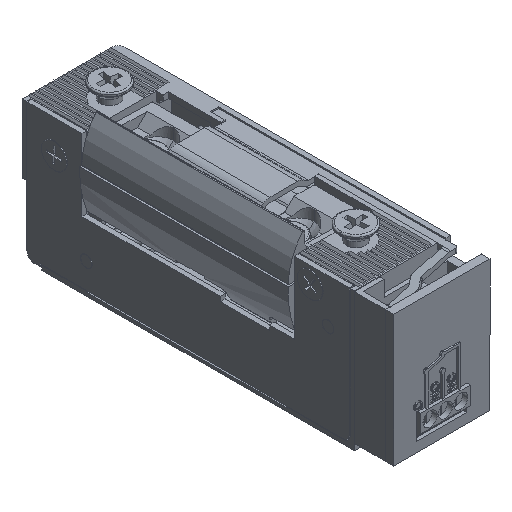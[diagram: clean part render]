
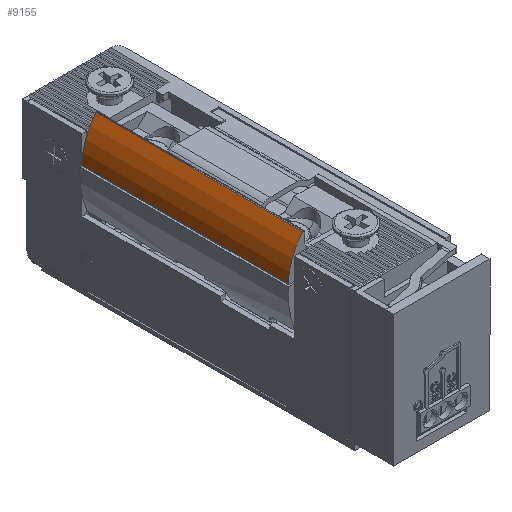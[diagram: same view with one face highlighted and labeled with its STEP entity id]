
A CAD part, isometric view. The second image highlights one B-rep face of the part: STEP entity #9155.
In plain terms, the highlighted cylindrical face has radius 13.7 mm (diameter 27.4 mm), a partial arc.
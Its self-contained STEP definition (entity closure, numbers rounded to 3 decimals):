
#594 = DIRECTION ( 'NONE',  ( 0., -1., 0. ) ) ;
#1029 = CARTESIAN_POINT ( 'NONE',  ( -7.782, -1.359, 9.419 ) ) ;
#1235 = CARTESIAN_POINT ( 'NONE',  ( -21.476, 42.991, 9.846 ) ) ;
#2909 = CARTESIAN_POINT ( 'NONE',  ( -7.782, -1.009, 9.419 ) ) ;
#4627 = EDGE_CURVE ( 'NONE', #40862, #38237, #25074, .T. ) ;
#5204 = ORIENTED_EDGE ( 'NONE', *, *, #62358, .T. ) ;
#5409 = DIRECTION ( 'NONE',  ( -0.024, 0., -1. ) ) ;
#6744 = EDGE_CURVE ( 'NONE', #7709, #71680, #67627, .T. ) ;
#7709 = VERTEX_POINT ( 'NONE', #37300 ) ;
#8790 = ORIENTED_EDGE ( 'NONE', *, *, #41744, .T. ) ;
#9155 = ADVANCED_FACE ( 'NONE', ( #33060 ), #59168, .T. ) ;
#14685 = DIRECTION ( 'NONE',  ( -0.024, 0., -1. ) ) ;
#18279 = DIRECTION ( 'NONE',  ( 0., -1., 0. ) ) ;
#23689 = EDGE_LOOP ( 'NONE', ( #40632, #5204, #23752, #8790 ) ) ;
#23752 = ORIENTED_EDGE ( 'NONE', *, *, #6744, .T. ) ;
#25074 = CIRCLE ( 'NONE', #27834, 13.7 ) ;
#27834 = AXIS2_PLACEMENT_3D ( 'NONE', #78500, #31459, #5409 ) ;
#28492 = VECTOR ( 'NONE', #75859, 1000. ) ;
#29624 = CARTESIAN_POINT ( 'NONE',  ( -18.411, -1.009, 18.063 ) ) ;
#31459 = DIRECTION ( 'NONE',  ( 0., -1., 0. ) ) ;
#33060 = FACE_OUTER_BOUND ( 'NONE', #23689, .T. ) ;
#33887 = CARTESIAN_POINT ( 'NONE',  ( -18.411, 42.991, 18.063 ) ) ;
#37300 = CARTESIAN_POINT ( 'NONE',  ( -21.476, -1.009, 9.846 ) ) ;
#38237 = VERTEX_POINT ( 'NONE', #1235 ) ;
#38396 = LINE ( 'NONE', #57631, #63704 ) ;
#40632 = ORIENTED_EDGE ( 'NONE', *, *, #4627, .T. ) ;
#40862 = VERTEX_POINT ( 'NONE', #33887 ) ;
#41744 = EDGE_CURVE ( 'NONE', #71680, #40862, #49782, .T. ) ;
#49782 = LINE ( 'NONE', #63892, #28492 ) ;
#57631 = CARTESIAN_POINT ( 'NONE',  ( -21.476, -1.359, 9.846 ) ) ;
#59168 = CYLINDRICAL_SURFACE ( 'NONE', #80296, 13.7 ) ;
#59399 = AXIS2_PLACEMENT_3D ( 'NONE', #2909, #68342, #81178 ) ;
#62358 = EDGE_CURVE ( 'NONE', #38237, #7709, #38396, .T. ) ;
#63704 = VECTOR ( 'NONE', #18279, 1000. ) ;
#63892 = CARTESIAN_POINT ( 'NONE',  ( -18.411, -1.359, 18.063 ) ) ;
#67627 = CIRCLE ( 'NONE', #59399, 13.7 ) ;
#68342 = DIRECTION ( 'NONE',  ( 0., 1., 0. ) ) ;
#71680 = VERTEX_POINT ( 'NONE', #29624 ) ;
#75859 = DIRECTION ( 'NONE',  ( 0., 1., 0. ) ) ;
#78500 = CARTESIAN_POINT ( 'NONE',  ( -7.782, 42.991, 9.419 ) ) ;
#80296 = AXIS2_PLACEMENT_3D ( 'NONE', #1029, #594, #14685 ) ;
#81178 = DIRECTION ( 'NONE',  ( -0.024, 0., -1. ) ) ;
